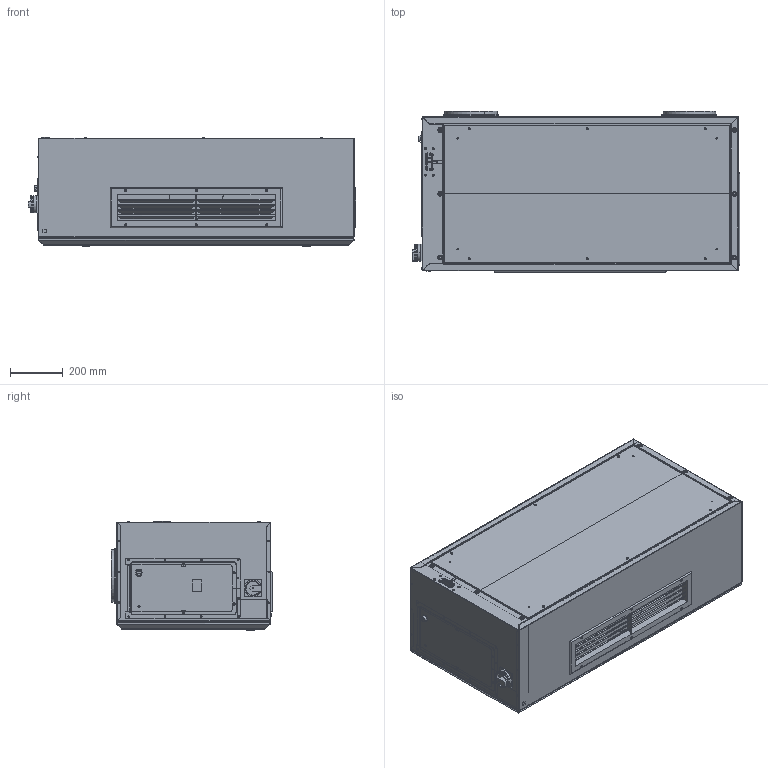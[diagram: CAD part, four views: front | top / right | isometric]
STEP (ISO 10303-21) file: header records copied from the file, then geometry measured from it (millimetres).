
FILE_DESCRIPTION((''),'2;1');
FILE_NAME('0001042892_ASM','2021-02-15T08:37:28',('7504'),('STIEBEL-ELTRON'),'CREO PARAMETRIC BY PTC INC, 2019471','CREO PARAMETRIC BY PTC INC, 2019471','');
FILE_SCHEMA(('AUTOMOTIVE_DESIGN { 1 0 10303 214 1 1 1 1 }'));
Products named in the file (2): 300ER_GIT_SW0001; 0001042892_ASM
Assembly tree (1 placements, depth 2):
  0001042892_ASM
    300ER_GIT_SW0001
Bounding box: 1246.91 x 612.41 x 415.29 mm (x, y, z)
Surface area: 7599720.5 mm2 (no closed solid volume)
Topology: 0 solids, 1305 shells, 2437 faces, 15765 edges, 14534 vertices
Faces by surface type: plane 1708, cylinder 576, torus 67, cone 58, bspline 16, sphere 12
Entity records: 218682 total; most frequent: CARTESIAN_POINT 38630, DIRECTION 23338, PRESENTATION_STYLE_ASSIGNMENT 18243, ORIENTED_EDGE 17345, STYLED_ITEM 15953, CURVE_STYLE 15743, EDGE_CURVE 15743, VERTEX_POINT 14530
